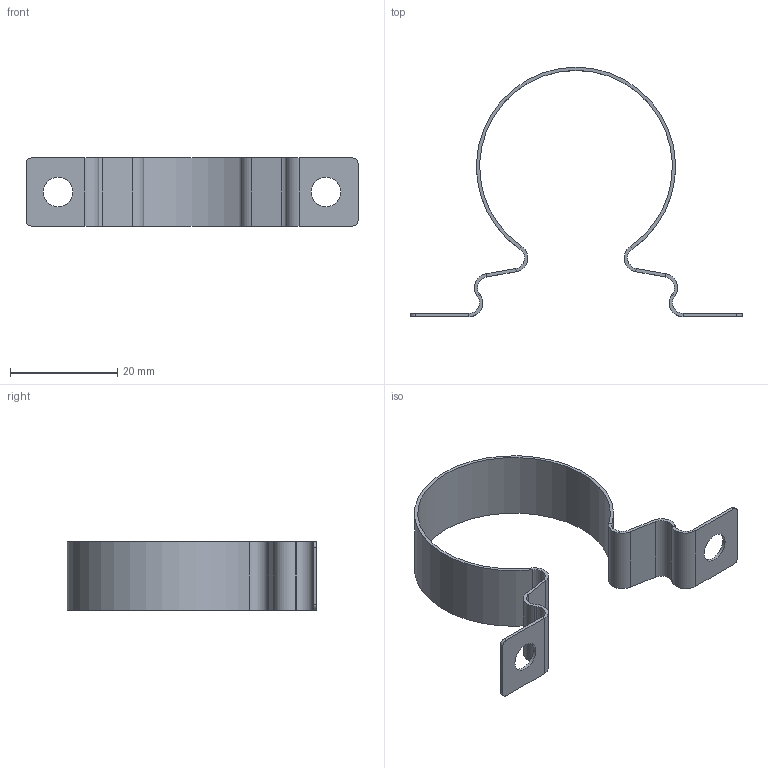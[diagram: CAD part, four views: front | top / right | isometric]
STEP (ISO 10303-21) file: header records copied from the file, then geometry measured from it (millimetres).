
FILE_DESCRIPTION((''),'2;1');
FILE_NAME('205260_ASM','2019-10-02T09:12:27',('pdmadmin'),('BANNER ENGINEERING'),'CREO PARAMETRIC BY PTC INC, 2018300','CREO PARAMETRIC BY PTC INC, 2018300','');
FILE_SCHEMA(('CONFIG_CONTROL_DESIGN'));
Length unit declared in the file: millimetre
Products named in the file (2): 205260; 205260_ASM
Assembly tree (1 placements, depth 2):
  205260_ASM
    205260
Bounding box: 62 x 46.6 x 12.7 mm (x, y, z)
Volume: 1168.4 mm3; surface area: 4118.4 mm2
Topology: 1 solids, 1 shells, 62 faces, 132 edges, 72 vertices
Faces by surface type: plane 40, cylinder 22
Entity records: 1691 total; most frequent: DIRECTION 306, CARTESIAN_POINT 269, ORIENTED_EDGE 264, EDGE_CURVE 132, AXIS2_PLACEMENT_3D 109, VECTOR 88, LINE 88, VERTEX_POINT 72
